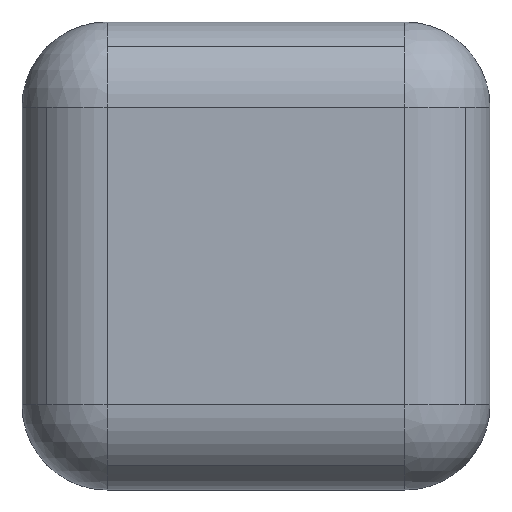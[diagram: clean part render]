
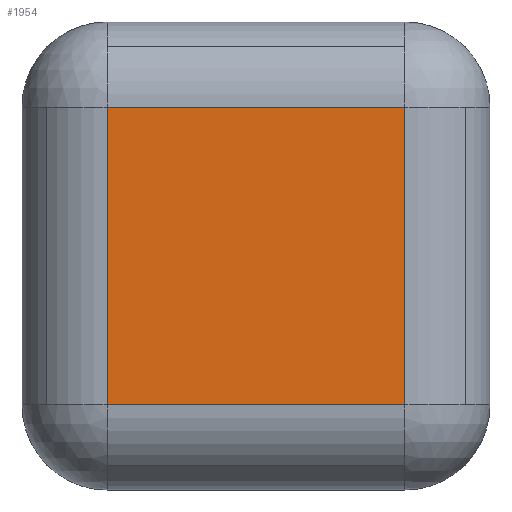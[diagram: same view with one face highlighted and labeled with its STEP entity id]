
A CAD part, left-side view. The second image highlights one B-rep face of the part: STEP entity #1954.
In plain terms, the highlighted planar face has unit normal (-1, 0, 0).
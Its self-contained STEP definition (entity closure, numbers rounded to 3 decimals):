
#1346=CARTESIAN_POINT('',(-0.525,0.175,0.1));
#1347=VERTEX_POINT('',#1346);
#1355=CARTESIAN_POINT('',(-0.525,0.175,0.45));
#1356=VERTEX_POINT('',#1355);
#1357=CARTESIAN_POINT('',(-0.525,0.175,0.1));
#1358=DIRECTION('',(0.0,0.0,1.0));
#1359=VECTOR('',#1358,0.35);
#1360=LINE('',#1357,#1359);
#1361=EDGE_CURVE('',#1347,#1356,#1360,.T.);
#1430=CARTESIAN_POINT('',(-0.525,-0.175,0.1));
#1431=VERTEX_POINT('',#1430);
#1439=CARTESIAN_POINT('',(-0.525,-0.175,0.1));
#1440=DIRECTION('',(0.0,1.0,0.0));
#1441=VECTOR('',#1440,0.35);
#1442=LINE('',#1439,#1441);
#1443=EDGE_CURVE('',#1431,#1347,#1442,.T.);
#1682=CARTESIAN_POINT('',(-0.525,-0.175,0.45));
#1683=VERTEX_POINT('',#1682);
#1743=CARTESIAN_POINT('',(-0.525,-0.175,0.45));
#1744=DIRECTION('',(0.0,0.0,-1.0));
#1745=VECTOR('',#1744,0.35);
#1746=LINE('',#1743,#1745);
#1747=EDGE_CURVE('',#1683,#1431,#1746,.T.);
#1760=CARTESIAN_POINT('',(-0.525,0.175,0.45));
#1761=DIRECTION('',(0.0,-1.0,0.0));
#1762=VECTOR('',#1761,0.35);
#1763=LINE('',#1760,#1762);
#1764=EDGE_CURVE('',#1356,#1683,#1763,.T.);
#1943=CARTESIAN_POINT('',(-0.525,-0.275,0.0));
#1944=DIRECTION('',(-1.0,0.0,0.0));
#1945=DIRECTION('',(0.0,0.0,1.0));
#1946=AXIS2_PLACEMENT_3D('',#1943,#1944,#1945);
#1947=PLANE('',#1946);
#1948=ORIENTED_EDGE('',*,*,#1747,.F.);
#1949=ORIENTED_EDGE('',*,*,#1764,.F.);
#1950=ORIENTED_EDGE('',*,*,#1361,.F.);
#1951=ORIENTED_EDGE('',*,*,#1443,.F.);
#1952=EDGE_LOOP('',(#1948,#1949,#1950,#1951));
#1953=FACE_OUTER_BOUND('',#1952,.T.);
#1954=ADVANCED_FACE('',(#1953),#1947,.T.);
